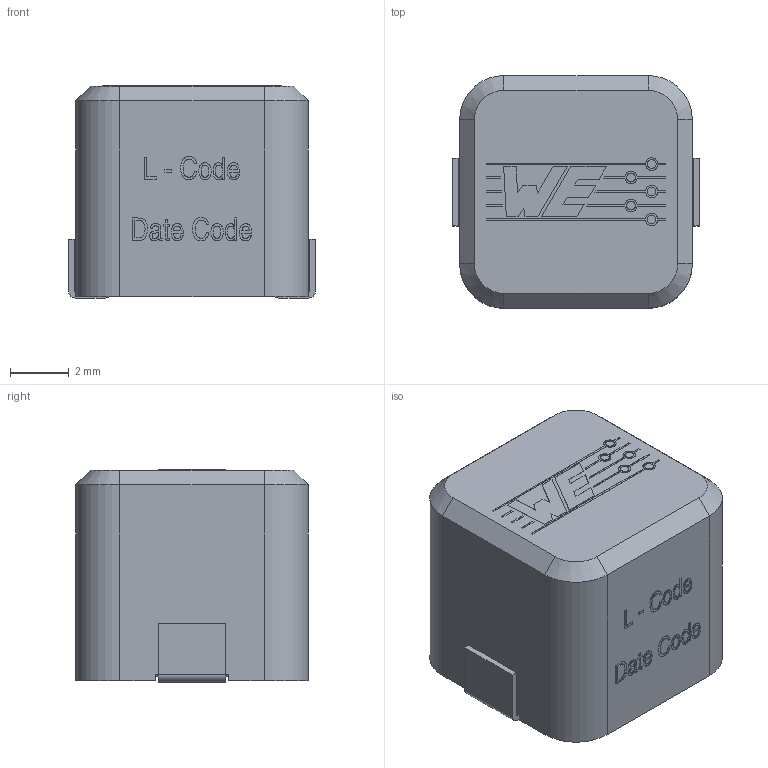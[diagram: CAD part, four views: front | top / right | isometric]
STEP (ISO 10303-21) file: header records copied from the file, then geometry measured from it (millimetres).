
FILE_DESCRIPTION(/* description */ ('Unknown'),/* implementation_level */ '2;1');
FILE_NAME(/* name */ '7443340xxx',/* time_stamp */ '2023-11-07T15:19:01+01:00',/* author */ ('Unknown'),/* organization */ ('Unknown'),/* preprocessor_version */ 'ST-DEVELOPER v16.7',/* originating_system */ 'Solid Edge',/* authorisation */ 'Unknown');
FILE_SCHEMA (('AUTOMOTIVE_DESIGN {1 0 10303 214 3 1 1}'));
Length unit declared in the file: millimetre
Products named in the file (4): 7443340xxx; base; core; contact
Assembly tree (3 placements, depth 2):
  7443340xxx
    base
    core
    contact
Bounding box: 8.4 x 7.9 x 7.21 mm (x, y, z)
Volume: 316.7 mm3; surface area: 749 mm2
Topology: 5 solids, 5 shells, 490 faces, 1308 edges, 868 vertices
Faces by surface type: plane 424, bspline 32, cylinder 30, cone 4
Full cylindrical faces by diameter (mm): 0.297 x2, 0.298 x2, 0.301 x1, 0.88 x2, 0.9 x2, 3 x1
Entity records: 20440 total; most frequent: CARTESIAN_POINT 5338, ORIENTED_EDGE 2578, DIRECTION 2119, EDGE_CURVE 1289, LINE 1067, VECTOR 1067, VERTEX_POINT 866, EDGE_LOOP 547
